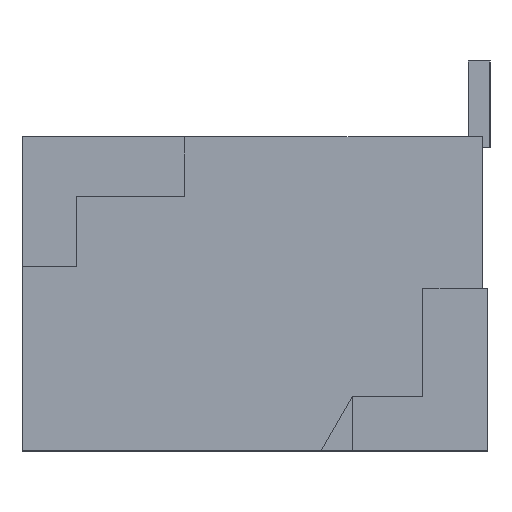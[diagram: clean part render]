
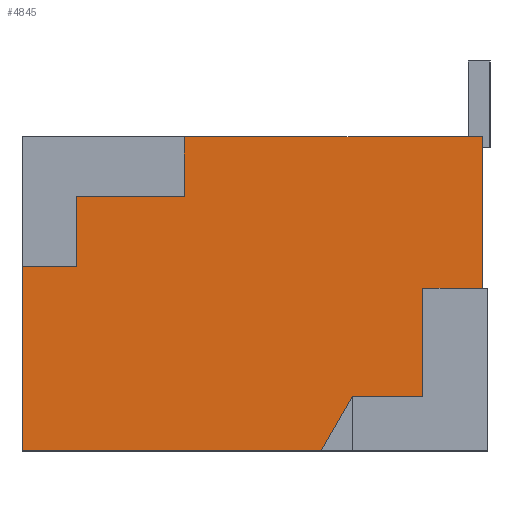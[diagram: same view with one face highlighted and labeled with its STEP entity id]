
A CAD part, left-side view. The second image highlights one B-rep face of the part: STEP entity #4845.
In plain terms, the highlighted planar face has unit normal (-1, 0, 0).
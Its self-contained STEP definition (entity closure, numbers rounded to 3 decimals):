
#16 = CARTESIAN_POINT ( 'NONE',  ( -5.5, 2.75, 1.65 ) ) ;
#49 = DIRECTION ( 'NONE',  ( 0., 0., -1. ) ) ;
#66 = VECTOR ( 'NONE', #3787, 1000. ) ;
#69 = CARTESIAN_POINT ( 'NONE',  ( -5.5, 4.25, -0.7 ) ) ;
#148 = CARTESIAN_POINT ( 'NONE',  ( -5.5, 3.75, 1. ) ) ;
#247 = VECTOR ( 'NONE', #4508, 1000. ) ;
#269 = CARTESIAN_POINT ( 'NONE',  ( -5.5, 4.25, -0.7 ) ) ;
#355 = EDGE_CURVE ( 'NONE', #610, #5061, #1912, .T. ) ;
#376 = VECTOR ( 'NONE', #2399, 1000. ) ;
#381 = EDGE_CURVE ( 'NONE', #1026, #1187, #4057, .T. ) ;
#445 = CARTESIAN_POINT ( 'NONE',  ( -5.5, 1.2, -0.2 ) ) ;
#478 = VERTEX_POINT ( 'NONE', #2587 ) ;
#610 = VERTEX_POINT ( 'NONE', #269 ) ;
#614 = VECTOR ( 'NONE', #3429, 1000. ) ;
#650 = VECTOR ( 'NONE', #49, 1000. ) ;
#683 = CARTESIAN_POINT ( 'NONE',  ( -5.5, 0., 0.8 ) ) ;
#720 = VERTEX_POINT ( 'NONE', #2792 ) ;
#790 = VERTEX_POINT ( 'NONE', #1999 ) ;
#833 = LINE ( 'NONE', #2079, #3302 ) ;
#953 = DIRECTION ( 'NONE',  ( 0., 1., 0. ) ) ;
#1026 = VERTEX_POINT ( 'NONE', #683 ) ;
#1069 = VECTOR ( 'NONE', #5100, 1000. ) ;
#1181 = CARTESIAN_POINT ( 'NONE',  ( -5.5, 0.55, 0.8 ) ) ;
#1187 = VERTEX_POINT ( 'NONE', #2847 ) ;
#1200 = FACE_OUTER_BOUND ( 'NONE', #2729, .T. ) ;
#1268 = DIRECTION ( 'NONE',  ( 0., 0., 1. ) ) ;
#1308 = VERTEX_POINT ( 'NONE', #2979 ) ;
#1323 = CARTESIAN_POINT ( 'NONE',  ( -5.5, 0., 2.2 ) ) ;
#1517 = EDGE_CURVE ( 'NONE', #478, #2294, #833, .T. ) ;
#1556 = EDGE_CURVE ( 'NONE', #790, #610, #2164, .T. ) ;
#1561 = DIRECTION ( 'NONE',  ( 0., 0., -1. ) ) ;
#1673 = ORIENTED_EDGE ( 'NONE', *, *, #3585, .T. ) ;
#1726 = VERTEX_POINT ( 'NONE', #148 ) ;
#1825 = CARTESIAN_POINT ( 'NONE',  ( -5.5, 0.55, -0.2 ) ) ;
#1912 = LINE ( 'NONE', #69, #1069 ) ;
#1996 = VECTOR ( 'NONE', #1268, 1000. ) ;
#1999 = CARTESIAN_POINT ( 'NONE',  ( -5.5, 1.489, -0.7 ) ) ;
#2079 = CARTESIAN_POINT ( 'NONE',  ( -5.5, 3.75, 1.65 ) ) ;
#2164 = LINE ( 'NONE', #4183, #66 ) ;
#2294 = VERTEX_POINT ( 'NONE', #5197 ) ;
#2319 = LINE ( 'NONE', #3777, #3216 ) ;
#2321 = VERTEX_POINT ( 'NONE', #1181 ) ;
#2367 = PLANE ( 'NONE',  #3393 ) ;
#2399 = DIRECTION ( 'NONE',  ( 0., 0., 1. ) ) ;
#2417 = LINE ( 'NONE', #2915, #3321 ) ;
#2468 = EDGE_CURVE ( 'NONE', #720, #1308, #3826, .T. ) ;
#2527 = DIRECTION ( 'NONE',  ( 0., -0.5, 0.866 ) ) ;
#2535 = EDGE_CURVE ( 'NONE', #2294, #1726, #4873, .T. ) ;
#2587 = CARTESIAN_POINT ( 'NONE',  ( -5.5, 2.75, 1.65 ) ) ;
#2729 = EDGE_LOOP ( 'NONE', ( #3116, #4280, #3782, #1673, #4643, #5016, #3990, #4316, #4634, #4734, #2965, #3994 ) ) ;
#2761 = VECTOR ( 'NONE', #2527, 1000. ) ;
#2792 = CARTESIAN_POINT ( 'NONE',  ( -5.5, 1.2, -0.2 ) ) ;
#2847 = CARTESIAN_POINT ( 'NONE',  ( -5.5, 0., 2.2 ) ) ;
#2915 = CARTESIAN_POINT ( 'NONE',  ( -5.5, 0.55, 0.8 ) ) ;
#2965 = ORIENTED_EDGE ( 'NONE', *, *, #2468, .T. ) ;
#2979 = CARTESIAN_POINT ( 'NONE',  ( -5.5, 0.55, -0.2 ) ) ;
#3004 = CARTESIAN_POINT ( 'NONE',  ( -5.5, 2.75, 2.2 ) ) ;
#3042 = EDGE_CURVE ( 'NONE', #1308, #2321, #3571, .T. ) ;
#3116 = ORIENTED_EDGE ( 'NONE', *, *, #3138, .T. ) ;
#3125 = CARTESIAN_POINT ( 'NONE',  ( -5.5, 0.55, -0.2 ) ) ;
#3138 = EDGE_CURVE ( 'NONE', #2321, #1026, #2417, .T. ) ;
#3216 = VECTOR ( 'NONE', #953, 1000. ) ;
#3292 = DIRECTION ( 'NONE',  ( 0., 0., -1. ) ) ;
#3302 = VECTOR ( 'NONE', #4867, 1000. ) ;
#3321 = VECTOR ( 'NONE', #4890, 1000. ) ;
#3393 = AXIS2_PLACEMENT_3D ( 'NONE', #4422, #3999, #1561 ) ;
#3429 = DIRECTION ( 'NONE',  ( 0., -1., 0. ) ) ;
#3571 = LINE ( 'NONE', #3125, #376 ) ;
#3578 = LINE ( 'NONE', #445, #2761 ) ;
#3585 = EDGE_CURVE ( 'NONE', #3885, #478, #3614, .T. ) ;
#3614 = LINE ( 'NONE', #16, #650 ) ;
#3777 = CARTESIAN_POINT ( 'NONE',  ( -5.5, 4.25, 1. ) ) ;
#3782 = ORIENTED_EDGE ( 'NONE', *, *, #3822, .T. ) ;
#3787 = DIRECTION ( 'NONE',  ( 0., 1., 0. ) ) ;
#3788 = EDGE_CURVE ( 'NONE', #790, #720, #3578, .T. ) ;
#3822 = EDGE_CURVE ( 'NONE', #1187, #3885, #4107, .T. ) ;
#3826 = LINE ( 'NONE', #1825, #614 ) ;
#3884 = CARTESIAN_POINT ( 'NONE',  ( -5.5, 4.25, 1. ) ) ;
#3885 = VERTEX_POINT ( 'NONE', #3004 ) ;
#3990 = ORIENTED_EDGE ( 'NONE', *, *, #4721, .T. ) ;
#3994 = ORIENTED_EDGE ( 'NONE', *, *, #3042, .T. ) ;
#3999 = DIRECTION ( 'NONE',  ( 1., 0., 0. ) ) ;
#4057 = LINE ( 'NONE', #4877, #1996 ) ;
#4107 = LINE ( 'NONE', #1323, #247 ) ;
#4183 = CARTESIAN_POINT ( 'NONE',  ( -5.5, 0., -0.7 ) ) ;
#4280 = ORIENTED_EDGE ( 'NONE', *, *, #381, .T. ) ;
#4316 = ORIENTED_EDGE ( 'NONE', *, *, #355, .F. ) ;
#4422 = CARTESIAN_POINT ( 'NONE',  ( -5.5, 0., -0.7 ) ) ;
#4508 = DIRECTION ( 'NONE',  ( 0., 1., 0. ) ) ;
#4634 = ORIENTED_EDGE ( 'NONE', *, *, #1556, .F. ) ;
#4643 = ORIENTED_EDGE ( 'NONE', *, *, #1517, .T. ) ;
#4666 = VECTOR ( 'NONE', #3292, 1000. ) ;
#4721 = EDGE_CURVE ( 'NONE', #1726, #5061, #2319, .T. ) ;
#4734 = ORIENTED_EDGE ( 'NONE', *, *, #3788, .T. ) ;
#4845 = ADVANCED_FACE ( 'NONE', ( #1200 ), #2367, .F. ) ;
#4867 = DIRECTION ( 'NONE',  ( 0., 1., 0. ) ) ;
#4873 = LINE ( 'NONE', #4956, #4666 ) ;
#4877 = CARTESIAN_POINT ( 'NONE',  ( -5.5, 0., -0.7 ) ) ;
#4890 = DIRECTION ( 'NONE',  ( 0., -1., 0. ) ) ;
#4956 = CARTESIAN_POINT ( 'NONE',  ( -5.5, 3.75, 1. ) ) ;
#5016 = ORIENTED_EDGE ( 'NONE', *, *, #2535, .T. ) ;
#5061 = VERTEX_POINT ( 'NONE', #3884 ) ;
#5100 = DIRECTION ( 'NONE',  ( 0., 0., 1. ) ) ;
#5197 = CARTESIAN_POINT ( 'NONE',  ( -5.5, 3.75, 1.65 ) ) ;
